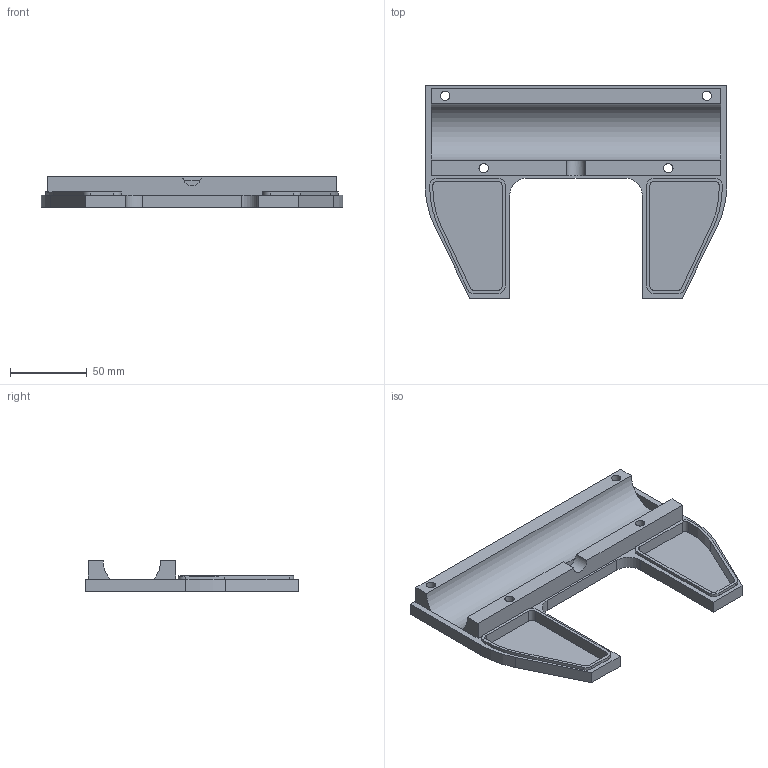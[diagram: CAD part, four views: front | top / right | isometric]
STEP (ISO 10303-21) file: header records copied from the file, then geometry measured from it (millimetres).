
FILE_DESCRIPTION(('FreeCAD Model'),'2;1');
FILE_NAME('Open CASCADE Shape Model','2023-10-18T04:51:53',(''),(''), 'Open CASCADE STEP processor 7.5','FreeCAD','Unknown');
FILE_SCHEMA(('AUTOMOTIVE_DESIGN { 1 0 10303 214 1 1 1 1 }'));
Length unit declared in the file: millimetre
Products named in the file (1): motorcover
Bounding box: 196 x 138 x 20 mm (x, y, z)
Volume: 141473.6 mm3; surface area: 58650.8 mm2
Topology: 1 solids, 1 shells, 83 faces, 225 edges, 150 vertices
Faces by surface type: plane 49, cylinder 34
Full cylindrical faces by diameter (mm): 6.1 x4, 12 x4
Entity records: 5722 total; most frequent: CARTESIAN_POINT 1107, DIRECTION 895, LINE 509, VECTOR 509, ORIENTED_EDGE 450, PCURVE 450, DEFINITIONAL_REPRESENTATION 450, EDGE_CURVE 225
